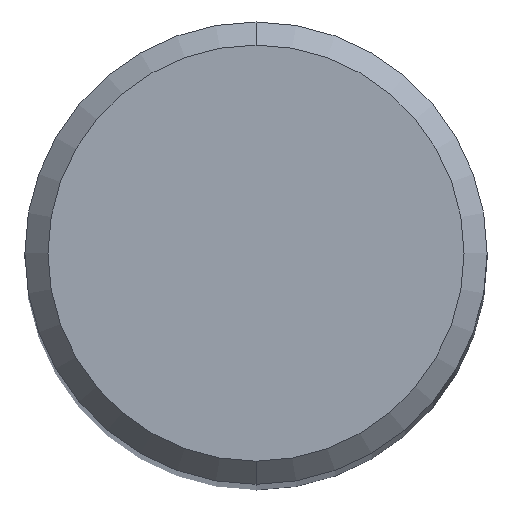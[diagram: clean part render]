
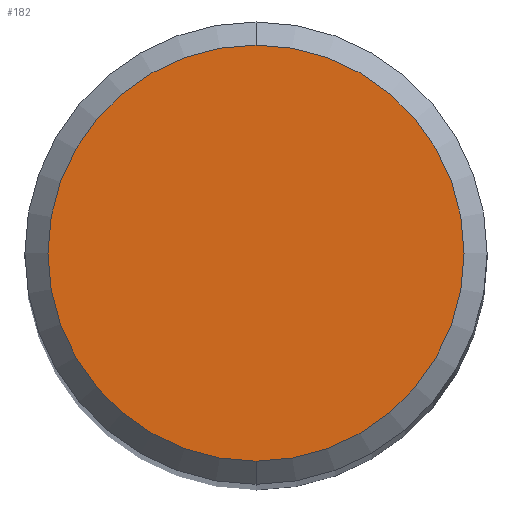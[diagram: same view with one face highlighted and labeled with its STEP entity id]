
A CAD part, top view. The second image highlights one B-rep face of the part: STEP entity #182.
In plain terms, the highlighted planar face has unit normal (0, 0, 1).
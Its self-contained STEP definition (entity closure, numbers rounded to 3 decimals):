
#180=VERTEX_POINT('',#426);
#182=ADVANCED_FACE('',(#428),#429,.T.);
#188=EDGE_CURVE('',#348,#180,#435,.T.);
#204=EDGE_CURVE('',#180,#348,#455,.T.);
#348=VERTEX_POINT('',#618);
#426=CARTESIAN_POINT('',(0.0,5.4,0.0));
#428=FACE_OUTER_BOUND('',#702,.T.);
#429=PLANE('',#703);
#435=CIRCLE('',#712,5.4);
#455=CIRCLE('',#735,5.4);
#618=CARTESIAN_POINT('',(0.,-5.4,0.0));
#702=EDGE_LOOP('',(#1026,#1027));
#703=AXIS2_PLACEMENT_3D('',#1028,#1029,#1030);
#712=AXIS2_PLACEMENT_3D('',#1032,#1033,#1034);
#735=AXIS2_PLACEMENT_3D('',#1073,#1074,#1075);
#1026=ORIENTED_EDGE('',*,*,#204,.F.);
#1027=ORIENTED_EDGE('',*,*,#188,.F.);
#1028=CARTESIAN_POINT('',(0.0,2.7,0.0));
#1029=DIRECTION('',(-0.0,0.0,1.0));
#1030=DIRECTION('',(0.0,-1.0,0.0));
#1032=CARTESIAN_POINT('',(0.0,0.0,0.0));
#1033=DIRECTION('',(0.0,0.0,-1.0));
#1034=DIRECTION('',(0.0,1.0,0.0));
#1073=CARTESIAN_POINT('',(0.0,0.0,0.0));
#1074=DIRECTION('',(0.0,0.0,-1.0));
#1075=DIRECTION('',(0.0,1.0,0.0));
